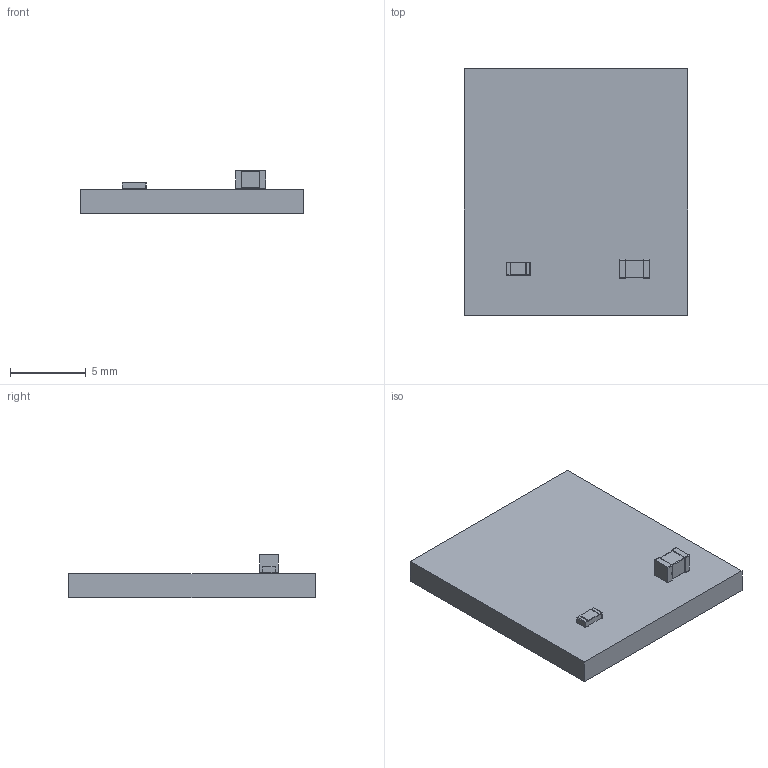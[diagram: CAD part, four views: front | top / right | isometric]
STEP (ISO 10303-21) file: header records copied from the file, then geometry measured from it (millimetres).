
FILE_DESCRIPTION(('KiCad electronic assembly'),'2;1');
FILE_NAME('TestSet.step','2021-07-22T11:55:06',('An Author'),( 'A Company'),'Open CASCADE STEP processor 6.9', 'KiCad to STEP converter','Unknown');
FILE_SCHEMA(('AUTOMOTIVE_DESIGN { 1 0 10303 214 1 1 1 1 }'));
Length unit declared in the file: millimetre
Products named in the file (6): Open CASCADE STEP translator 6.9 1; R_0603_1608Metric; SOLID; C_0805_2012Metric
Assembly tree (5 placements, depth 3):
  Open CASCADE STEP translator 6.9 1
    R_0603_1608Metric
      SOLID
    C_0805_2012Metric
      SOLID
    SOLID
Bounding box: 14.73 x 16.26 x 2.9 mm (x, y, z)
Volume: 386.6 mm3; surface area: 595.8 mm2
Topology: 3 solids, 3 shells, 60 faces, 152 edges, 100 vertices
Faces by surface type: plane 40, cylinder 20
Entity records: 4339 total; most frequent: CARTESIAN_POINT 742, DIRECTION 608, LINE 376, VECTOR 376, ORIENTED_EDGE 304, PCURVE 304, DEFINITIONAL_REPRESENTATION 304, EDGE_CURVE 152
